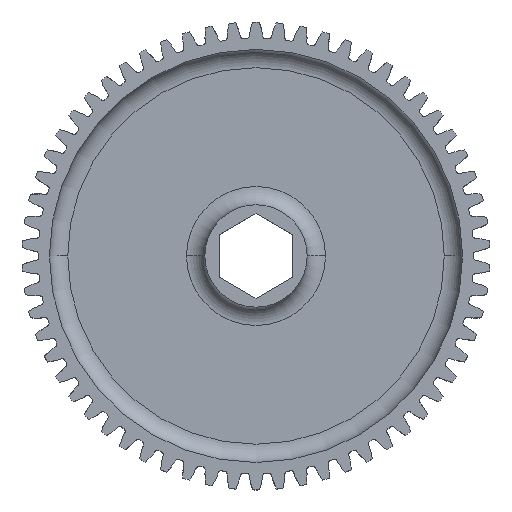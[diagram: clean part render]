
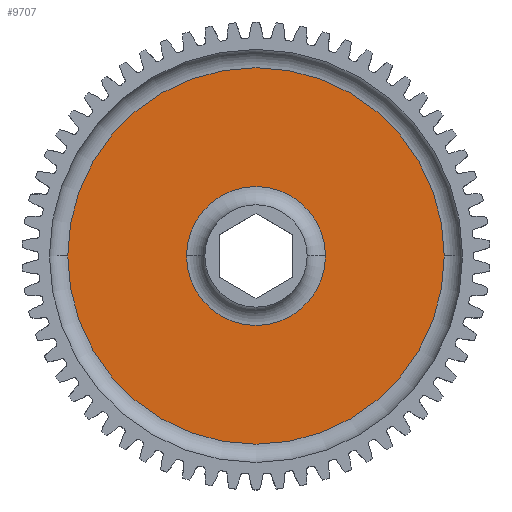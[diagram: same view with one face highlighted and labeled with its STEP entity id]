
A CAD part, top view. The second image highlights one B-rep face of the part: STEP entity #9707.
In plain terms, the highlighted planar face has unit normal (0, 0, 1).
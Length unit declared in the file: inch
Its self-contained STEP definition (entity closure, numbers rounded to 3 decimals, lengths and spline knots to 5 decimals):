
#114 = DIRECTION ( 'NONE',  ( 0., 0., 1. ) ) ;
#1210 = AXIS2_PLACEMENT_3D ( 'NONE', #13833, #12271, #19257 ) ;
#1473 = ORIENTED_EDGE ( 'NONE', *, *, #1947, .T. ) ;
#1685 = CARTESIAN_POINT ( 'NONE',  ( 0., 0., 0.045 ) ) ;
#1740 = CARTESIAN_POINT ( 'NONE',  ( 0., 0., 0.045 ) ) ;
#1947 = EDGE_CURVE ( 'NONE', #17957, #16424, #20890, .T. ) ;
#3554 = DIRECTION ( 'NONE',  ( 0., 0., 1. ) ) ;
#3985 = AXIS2_PLACEMENT_3D ( 'NONE', #11650, #16998, #13521 ) ;
#4381 = ORIENTED_EDGE ( 'NONE', *, *, #5747, .T. ) ;
#4755 = CARTESIAN_POINT ( 'NONE',  ( -1.2875, 0., 0.045 ) ) ;
#5747 = EDGE_CURVE ( 'NONE', #16424, #17957, #14298, .T. ) ;
#7463 = AXIS2_PLACEMENT_3D ( 'NONE', #21477, #17761, #21246 ) ;
#8596 = AXIS2_PLACEMENT_3D ( 'NONE', #1740, #114, #10665 ) ;
#8737 = PLANE ( 'NONE',  #15027 ) ;
#9113 = FACE_OUTER_BOUND ( 'NONE', #21290, .T. ) ;
#9707 = ADVANCED_FACE ( 'NONE', ( #10252, #9113 ), #8737, .T. ) ;
#10252 = FACE_BOUND ( 'NONE', #18063, .T. ) ;
#10665 = DIRECTION ( 'NONE',  ( 1., 0., 0. ) ) ;
#11650 = CARTESIAN_POINT ( 'NONE',  ( 0., 0., 0.045 ) ) ;
#12271 = DIRECTION ( 'NONE',  ( 0., 0., -1. ) ) ;
#12486 = CARTESIAN_POINT ( 'NONE',  ( -0.475, 0., 0.045 ) ) ;
#12959 = CIRCLE ( 'NONE', #1210, 0.475 ) ;
#13521 = DIRECTION ( 'NONE',  ( 1., 0., 0. ) ) ;
#13833 = CARTESIAN_POINT ( 'NONE',  ( 0., 0., 0.045 ) ) ;
#14298 = CIRCLE ( 'NONE', #8596, 1.2875 ) ;
#14326 = CIRCLE ( 'NONE', #7463, 0.475 ) ;
#14712 = VERTEX_POINT ( 'NONE', #18890 ) ;
#15027 = AXIS2_PLACEMENT_3D ( 'NONE', #1685, #3554, #15801 ) ;
#15277 = VERTEX_POINT ( 'NONE', #12486 ) ;
#15322 = ORIENTED_EDGE ( 'NONE', *, *, #19126, .T. ) ;
#15801 = DIRECTION ( 'NONE',  ( 1., 0., 0. ) ) ;
#16424 = VERTEX_POINT ( 'NONE', #4755 ) ;
#16998 = DIRECTION ( 'NONE',  ( 0., 0., 1. ) ) ;
#17761 = DIRECTION ( 'NONE',  ( 0., 0., -1. ) ) ;
#17957 = VERTEX_POINT ( 'NONE', #21662 ) ;
#18063 = EDGE_LOOP ( 'NONE', ( #15322, #22073 ) ) ;
#18890 = CARTESIAN_POINT ( 'NONE',  ( 0.475, 0., 0.045 ) ) ;
#19126 = EDGE_CURVE ( 'NONE', #14712, #15277, #12959, .T. ) ;
#19257 = DIRECTION ( 'NONE',  ( 1., 0., 0. ) ) ;
#19276 = EDGE_CURVE ( 'NONE', #15277, #14712, #14326, .T. ) ;
#20890 = CIRCLE ( 'NONE', #3985, 1.2875 ) ;
#21246 = DIRECTION ( 'NONE',  ( 1., 0., 0. ) ) ;
#21290 = EDGE_LOOP ( 'NONE', ( #1473, #4381 ) ) ;
#21477 = CARTESIAN_POINT ( 'NONE',  ( 0., 0., 0.045 ) ) ;
#21662 = CARTESIAN_POINT ( 'NONE',  ( 1.2875, 0., 0.045 ) ) ;
#22073 = ORIENTED_EDGE ( 'NONE', *, *, #19276, .T. ) ;
